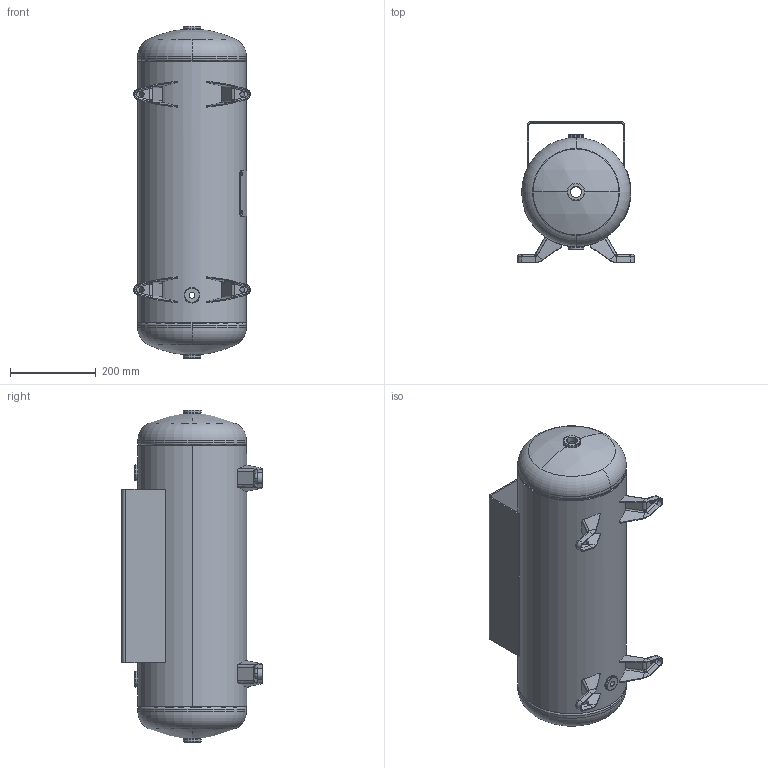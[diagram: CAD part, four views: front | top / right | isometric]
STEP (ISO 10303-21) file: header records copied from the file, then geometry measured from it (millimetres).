
FILE_DESCRIPTION (( 'STEP AP203' ), '1' );
FILE_NAME ('302461.STEP', '2012-03-06T17:19:28', ( '' ), ( '' ), 'SwSTEP 2.0', 'SolidWorks 2011', '' );
FILE_SCHEMA (( 'CONFIG_CONTROL_DESIGN' ));
Length unit declared in the file: inch
Products named in the file (1): 302461
Bounding box: 273.05 x 329.19 x 776.27 mm (x, y, z)
Surface area: 1629289.6 mm2 (no closed solid volume)
Topology: 0 solids, 22 shells, 350 faces, 902 edges, 562 vertices
Faces by surface type: cylinder 113, plane 95, bspline 84, torus 54, sphere 4
Full cylindrical faces by diameter (mm): 249.225 x1, 254 x1
Entity records: 16584 total; most frequent: CARTESIAN_POINT 8891, ORIENTED_EDGE 1648, DIRECTION 1400, EDGE_CURVE 894, AXIS2_PLACEMENT_3D 575, VERTEX_POINT 562, EDGE_LOOP 381, FACE_OUTER_BOUND 350
